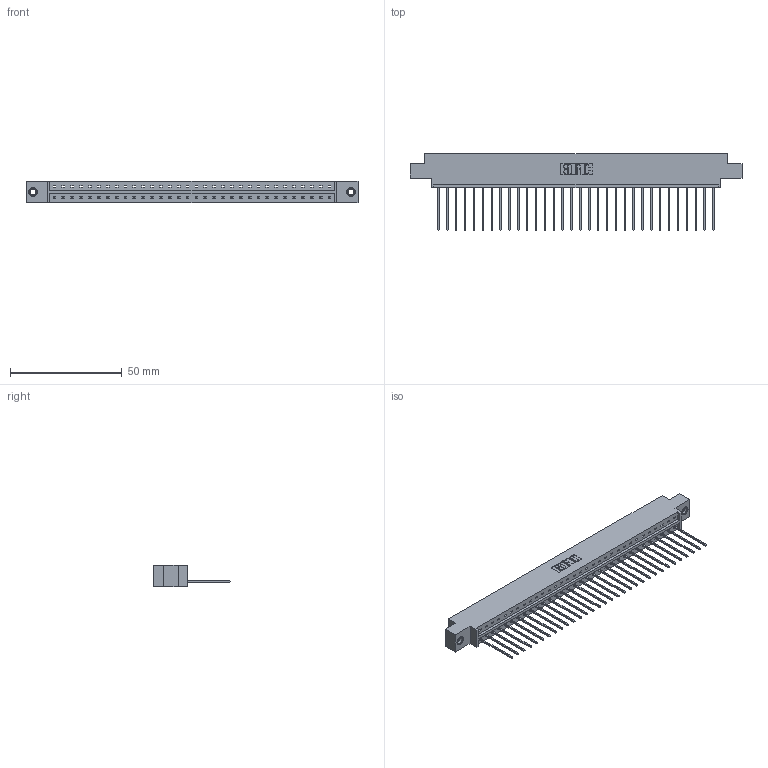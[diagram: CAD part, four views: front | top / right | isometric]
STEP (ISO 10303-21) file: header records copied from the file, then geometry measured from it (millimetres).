
FILE_DESCRIPTION (( 'STEP AP203' ), '1' );
FILE_NAME ('833-032-541-607.STEP', '2020-06-02T18:18:00', ( '' ), ( '' ), 'SwSTEP 2.0', 'SolidWorks 2020', '' );
FILE_SCHEMA (( 'CONFIG_CONTROL_DESIGN' ));
Length unit declared in the file: inch
Products named in the file (4): 833 Part_Offset - .156 Dia - TI; 345-250-001_345-250-005-103; 833-032-541-607; 345-292-001_345-293-141
Assembly tree (35 placements, depth 2):
  833-032-541-607
    833 Part_Offset - .156 Dia - TI
    345-292-001_345-293-141  x32
    345-250-001_345-250-005-103  x2
Bounding box: 148.34 x 34.3 x 9.4 mm (x, y, z)
Volume: 14705.1 mm3; surface area: 16729.1 mm2
Topology: 35 solids, 35 shells, 2034 faces, 6091 edges, 4010 vertices
Faces by surface type: plane 1450, cylinder 568, cone 12, torus 4
Entity records: 22192 total; most frequent: CARTESIAN_POINT 3813, ORIENTED_EDGE 3774, DIRECTION 3269, EDGE_CURVE 1887, VECTOR 1739, LINE 1739, VERTEX_POINT 1252, AXIS2_PLACEMENT_3D 765
